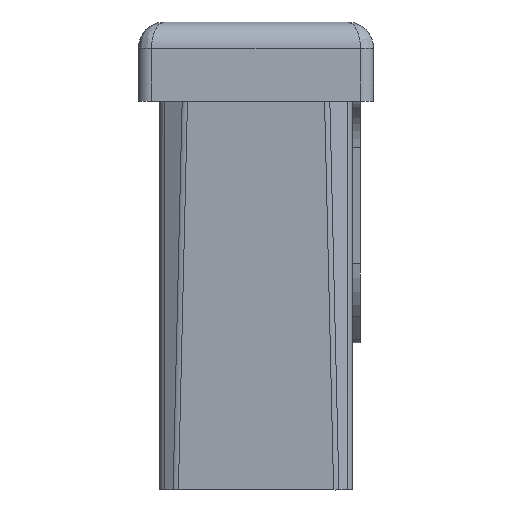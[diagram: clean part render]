
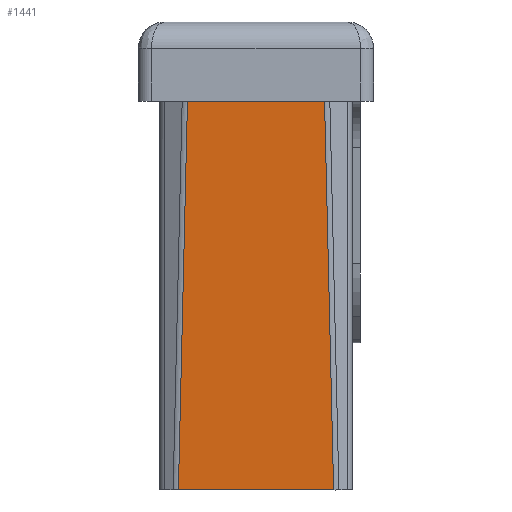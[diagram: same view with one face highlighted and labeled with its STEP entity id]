
A CAD part, front view. The second image highlights one B-rep face of the part: STEP entity #1441.
In plain terms, the highlighted planar face has unit normal (0, -0.999, -0.04).
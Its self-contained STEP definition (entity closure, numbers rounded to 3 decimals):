
#1422=AXIS2_PLACEMENT_3D('Plane Axis2P3D',#1419,#1420,#1421) ;
#650=CARTESIAN_POINT('Vertex',(0.929,1.341,7.35)) ;
#653=CARTESIAN_POINT('Line Origine',(2.225,1.341,7.35)) ;
#657=CARTESIAN_POINT('Vertex',(3.521,1.341,7.35)) ;
#1404=CARTESIAN_POINT('Vertex',(0.758,1.633,0.)) ;
#1407=CARTESIAN_POINT('Line Origine',(0.843,1.487,3.673)) ;
#1419=CARTESIAN_POINT('Axis2P3D Location',(2.225,1.341,7.35)) ;
#1425=CARTESIAN_POINT('Control Point',(3.692,1.633,0.)) ;
#1426=CARTESIAN_POINT('Control Point',(3.521,1.341,7.35)) ;
#1427=CARTESIAN_POINT('Vertex',(3.692,1.633,0.)) ;
#1430=CARTESIAN_POINT('Line Origine',(2.183,1.633,0.)) ;
#654=DIRECTION('Vector Direction',(1.,0.,0.)) ;
#1408=DIRECTION('Vector Direction',(-0.023,0.04,-0.999)) ;
#1420=DIRECTION('Axis2P3D Direction',(0.,0.999,0.04)) ;
#1421=DIRECTION('Axis2P3D XDirection',(-1.,0.,0.)) ;
#1431=DIRECTION('Vector Direction',(-1.,0.,0.)) ;
#655=VECTOR('Line Direction',#654,1.) ;
#1409=VECTOR('Line Direction',#1408,1.) ;
#1432=VECTOR('Line Direction',#1431,1.) ;
#1436=ORIENTED_EDGE('',*,*,#1429,.T.) ;
#1437=ORIENTED_EDGE('',*,*,#659,.F.) ;
#1438=ORIENTED_EDGE('',*,*,#1411,.F.) ;
#1439=ORIENTED_EDGE('',*,*,#1434,.F.) ;
#1441=ADVANCED_FACE('WAD',(#1440),#1423,.F.) ;
#1424=B_SPLINE_CURVE_WITH_KNOTS('',1,(#1425,#1426),.UNSPECIFIED.,.F.,.U.,(2,2),(-3.677,3.681),.UNSPECIFIED.) ;
#659=EDGE_CURVE('',#651,#658,#656,.T.) ;
#1411=EDGE_CURVE('',#1405,#651,#1410,.F.) ;
#1429=EDGE_CURVE('',#1428,#658,#1424,.T.) ;
#1434=EDGE_CURVE('',#1428,#1405,#1433,.T.) ;
#1435=EDGE_LOOP('',(#1436,#1437,#1438,#1439)) ;
#1440=FACE_OUTER_BOUND('',#1435,.T.) ;
#656=LINE('Line',#653,#655) ;
#1410=LINE('Line',#1407,#1409) ;
#1433=LINE('Line',#1430,#1432) ;
#1423=PLANE('',#1422) ;
#651=VERTEX_POINT('',#650) ;
#658=VERTEX_POINT('',#657) ;
#1405=VERTEX_POINT('',#1404) ;
#1428=VERTEX_POINT('',#1427) ;
